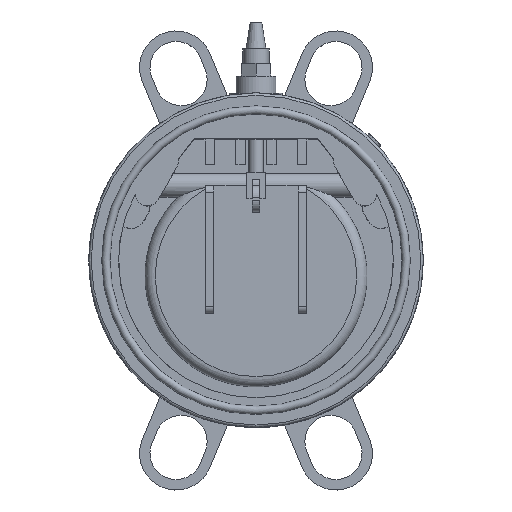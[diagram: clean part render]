
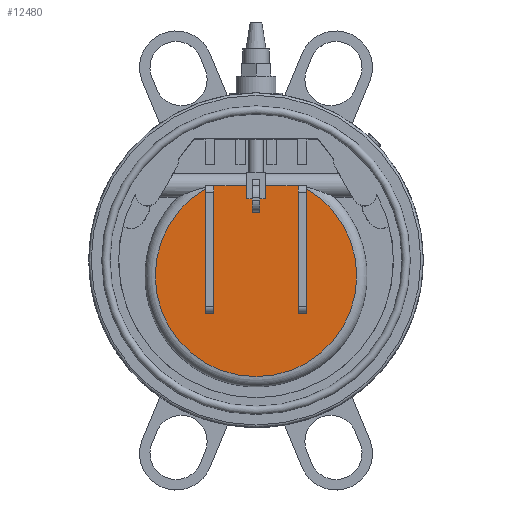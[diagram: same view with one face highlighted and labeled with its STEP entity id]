
A CAD part, top view. The second image highlights one B-rep face of the part: STEP entity #12480.
In plain terms, the highlighted planar face has unit normal (0, 0, 1).
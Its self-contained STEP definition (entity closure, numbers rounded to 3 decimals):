
#446=PLANE('',#13540);
#534=LINE('',#17633,#1546);
#536=LINE('',#17637,#1548);
#1432=LINE('',#24570,#2444);
#1435=LINE('',#24575,#2447);
#1437=LINE('',#24579,#2449);
#1446=LINE('',#24605,#2458);
#1448=LINE('',#24612,#2460);
#1453=LINE('',#24621,#2465);
#1454=LINE('',#24624,#2466);
#1455=LINE('',#24625,#2467);
#1456=LINE('',#24626,#2468);
#1546=VECTOR('',#13678,1.);
#1548=VECTOR('',#13680,1.);
#2444=VECTOR('',#16518,1.);
#2447=VECTOR('',#16523,1.);
#2449=VECTOR('',#16527,1.);
#2458=VECTOR('',#16552,1.);
#2460=VECTOR('',#16560,1.);
#2465=VECTOR('',#16569,1.);
#2466=VECTOR('',#16574,1.);
#2467=VECTOR('',#16575,1.);
#2468=VECTOR('',#16576,1.);
#3916=FACE_OUTER_BOUND('',#4690,.T.);
#4690=EDGE_LOOP('',(#11662,#11663,#11664,#11665,#11666,#11667,#11668,#11669,
#11670,#11671,#11672,#11673));
#4729=CIRCLE('',#12560,38.586);
#5162=VERTEX_POINT('',#17630);
#5163=VERTEX_POINT('',#17632);
#5164=VERTEX_POINT('',#17634);
#5165=VERTEX_POINT('',#17636);
#5172=VERTEX_POINT('',#17719);
#5173=VERTEX_POINT('',#17724);
#6259=VERTEX_POINT('',#24569);
#6260=VERTEX_POINT('',#24574);
#6261=VERTEX_POINT('',#24578);
#6270=VERTEX_POINT('',#24604);
#6271=VERTEX_POINT('',#24610);
#6272=VERTEX_POINT('',#24611);
#6413=EDGE_CURVE('',#5163,#5162,#534,.T.);
#6415=EDGE_CURVE('',#5165,#5164,#536,.T.);
#6426=EDGE_CURVE('',#5173,#5172,#4729,.T.);
#8053=EDGE_CURVE('',#6259,#5165,#1432,.T.);
#8056=EDGE_CURVE('',#6260,#6259,#1435,.T.);
#8058=EDGE_CURVE('',#5162,#6261,#1437,.T.);
#8071=EDGE_CURVE('',#6261,#6270,#1446,.T.);
#8074=EDGE_CURVE('',#6271,#6272,#1448,.T.);
#8079=EDGE_CURVE('',#5172,#6260,#1453,.T.);
#8080=EDGE_CURVE('',#6272,#5163,#1454,.T.);
#8081=EDGE_CURVE('',#6270,#5173,#1455,.T.);
#8082=EDGE_CURVE('',#5164,#6271,#1456,.T.);
#11662=ORIENTED_EDGE('',*,*,#8080,.T.);
#11663=ORIENTED_EDGE('',*,*,#6413,.T.);
#11664=ORIENTED_EDGE('',*,*,#8058,.T.);
#11665=ORIENTED_EDGE('',*,*,#8071,.T.);
#11666=ORIENTED_EDGE('',*,*,#8081,.T.);
#11667=ORIENTED_EDGE('',*,*,#6426,.T.);
#11668=ORIENTED_EDGE('',*,*,#8079,.T.);
#11669=ORIENTED_EDGE('',*,*,#8056,.T.);
#11670=ORIENTED_EDGE('',*,*,#8053,.T.);
#11671=ORIENTED_EDGE('',*,*,#6415,.T.);
#11672=ORIENTED_EDGE('',*,*,#8082,.T.);
#11673=ORIENTED_EDGE('',*,*,#8074,.T.);
#12480=ADVANCED_FACE('',(#3916),#446,.T.);
#12560=AXIS2_PLACEMENT_3D('',#17725,#13697,#13698);
#13540=AXIS2_PLACEMENT_3D('',#24623,#16572,#16573);
#13678=DIRECTION('',(-1.,0.,0.));
#13680=DIRECTION('',(-1.,0.,0.));
#13697=DIRECTION('center_axis',(0.,0.,1.));
#13698=DIRECTION('ref_axis',(1.,0.,0.));
#16518=DIRECTION('',(0.,1.,0.));
#16523=DIRECTION('',(-1.,0.,0.));
#16527=DIRECTION('',(0.,-1.,0.));
#16552=DIRECTION('',(-1.,0.,0.));
#16560=DIRECTION('',(-1.,0.,0.));
#16569=DIRECTION('',(0.,-1.,0.));
#16572=DIRECTION('center_axis',(0.,0.,1.));
#16573=DIRECTION('ref_axis',(1.,0.,0.));
#16574=DIRECTION('',(0.,1.,0.));
#16575=DIRECTION('',(0.,1.,0.));
#16576=DIRECTION('',(0.,-1.,0.));
#17630=CARTESIAN_POINT('',(-16.153,28.685,-18.2));
#17632=CARTESIAN_POINT('',(-1.379,28.685,-18.2));
#17633=CARTESIAN_POINT('',(0.,28.685,-18.2));
#17634=CARTESIAN_POINT('',(1.379,28.685,-18.2));
#17636=CARTESIAN_POINT('',(16.153,28.685,-18.2));
#17637=CARTESIAN_POINT('',(0.,28.685,-18.2));
#17719=CARTESIAN_POINT('',(19.304,27.501,-18.2));
#17724=CARTESIAN_POINT('',(-19.304,27.501,-18.2));
#17725=CARTESIAN_POINT('Origin',(0.,-5.91,-18.2));
#24569=CARTESIAN_POINT('',(16.153,-20.17,-18.2));
#24570=CARTESIAN_POINT('',(16.153,-0.826,-18.2));
#24574=CARTESIAN_POINT('',(19.304,-20.17,-18.2));
#24575=CARTESIAN_POINT('',(8.077,-20.17,-18.2));
#24578=CARTESIAN_POINT('',(-16.153,-20.17,-18.2));
#24579=CARTESIAN_POINT('',(-16.153,-0.826,-18.2));
#24604=CARTESIAN_POINT('',(-19.304,-20.17,-18.2));
#24605=CARTESIAN_POINT('',(-9.652,-20.17,-18.2));
#24610=CARTESIAN_POINT('',(1.379,18.542,-18.2));
#24611=CARTESIAN_POINT('',(-1.379,18.542,-18.2));
#24612=CARTESIAN_POINT('',(-0.689,18.542,-18.2));
#24621=CARTESIAN_POINT('',(19.304,-0.826,-18.2));
#24623=CARTESIAN_POINT('Origin',(0.,-5.91,-18.2));
#24624=CARTESIAN_POINT('',(-1.379,8.852,-18.2));
#24625=CARTESIAN_POINT('',(-19.304,-0.826,-18.2));
#24626=CARTESIAN_POINT('',(1.379,8.852,-18.2));
